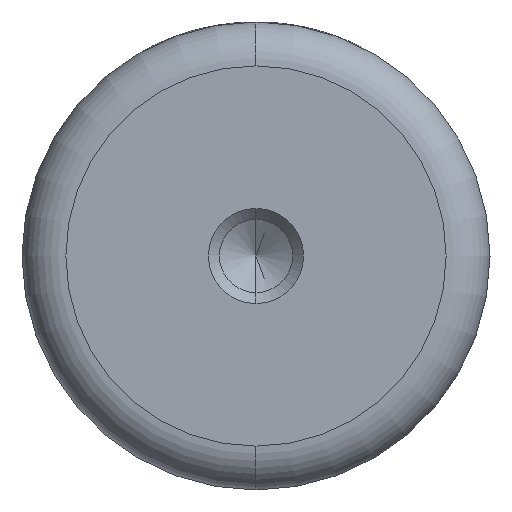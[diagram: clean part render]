
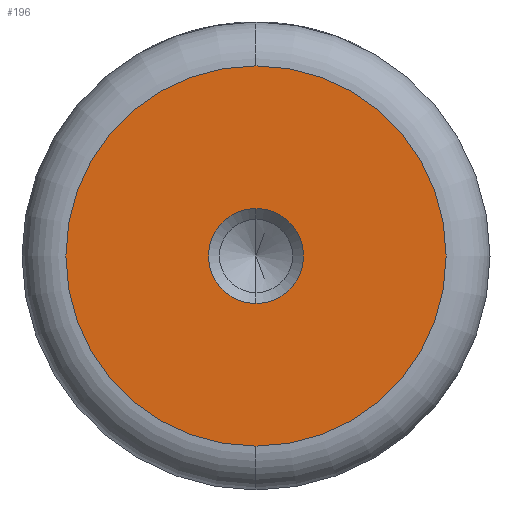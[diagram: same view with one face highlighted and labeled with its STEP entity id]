
A CAD part, left-side view. The second image highlights one B-rep face of the part: STEP entity #196.
In plain terms, the highlighted planar face has unit normal (-1, 0, 0).
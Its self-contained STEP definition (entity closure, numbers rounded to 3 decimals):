
#12 = DIRECTION ( 'NONE',  ( 0., 0., 1. ) ) ;
#57 = CIRCLE ( 'NONE', #1137, 13. ) ;
#75 = DIRECTION ( 'NONE',  ( 0., 0., 1. ) ) ;
#82 = AXIS2_PLACEMENT_3D ( 'NONE', #1344, #691, #12 ) ;
#97 = DIRECTION ( 'NONE',  ( -1., 0., 0. ) ) ;
#113 = CARTESIAN_POINT ( 'NONE',  ( 0., 0., 0. ) ) ;
#120 = EDGE_CURVE ( 'NONE', #1198, #128, #182, .T. ) ;
#125 = FACE_OUTER_BOUND ( 'NONE', #1187, .T. ) ;
#128 = VERTEX_POINT ( 'NONE', #1304 ) ;
#129 = FACE_BOUND ( 'NONE', #313, .T. ) ;
#134 = DIRECTION ( 'NONE',  ( -1., 0., 0. ) ) ;
#182 = CIRCLE ( 'NONE', #949, 3.25 ) ;
#196 = ADVANCED_FACE ( 'NONE', ( #129, #125 ), #559, .T. ) ;
#206 = CARTESIAN_POINT ( 'NONE',  ( 0., 0., -13. ) ) ;
#228 = DIRECTION ( 'NONE',  ( 0., 0., 1. ) ) ;
#313 = EDGE_LOOP ( 'NONE', ( #749, #1270 ) ) ;
#320 = CIRCLE ( 'NONE', #82, 13. ) ;
#366 = EDGE_CURVE ( 'NONE', #128, #1198, #502, .T. ) ;
#502 = CIRCLE ( 'NONE', #1306, 3.25 ) ;
#506 = VERTEX_POINT ( 'NONE', #206 ) ;
#559 = PLANE ( 'NONE',  #1244 ) ;
#570 = ORIENTED_EDGE ( 'NONE', *, *, #862, .T. ) ;
#672 = DIRECTION ( 'NONE',  ( -1., 0., 0. ) ) ;
#675 = CARTESIAN_POINT ( 'NONE',  ( 0., 0., 0. ) ) ;
#691 = DIRECTION ( 'NONE',  ( -1., 0., 0. ) ) ;
#705 = ORIENTED_EDGE ( 'NONE', *, *, #739, .T. ) ;
#739 = EDGE_CURVE ( 'NONE', #506, #1142, #320, .T. ) ;
#749 = ORIENTED_EDGE ( 'NONE', *, *, #366, .F. ) ;
#764 = CARTESIAN_POINT ( 'NONE',  ( 0., 0., 0. ) ) ;
#862 = EDGE_CURVE ( 'NONE', #1142, #506, #57, .T. ) ;
#879 = DIRECTION ( 'NONE',  ( 0., 0., 1. ) ) ;
#891 = DIRECTION ( 'NONE',  ( -1., 0., 0. ) ) ;
#949 = AXIS2_PLACEMENT_3D ( 'NONE', #764, #97, #879 ) ;
#982 = CARTESIAN_POINT ( 'NONE',  ( 0., 0., 13. ) ) ;
#1137 = AXIS2_PLACEMENT_3D ( 'NONE', #113, #891, #228 ) ;
#1142 = VERTEX_POINT ( 'NONE', #982 ) ;
#1187 = EDGE_LOOP ( 'NONE', ( #570, #705 ) ) ;
#1198 = VERTEX_POINT ( 'NONE', #1329 ) ;
#1244 = AXIS2_PLACEMENT_3D ( 'NONE', #1324, #672, #1435 ) ;
#1270 = ORIENTED_EDGE ( 'NONE', *, *, #120, .F. ) ;
#1304 = CARTESIAN_POINT ( 'NONE',  ( 0., 0., 3.25 ) ) ;
#1306 = AXIS2_PLACEMENT_3D ( 'NONE', #675, #134, #75 ) ;
#1324 = CARTESIAN_POINT ( 'NONE',  ( 0., 0., 0. ) ) ;
#1329 = CARTESIAN_POINT ( 'NONE',  ( 0., 0., -3.25 ) ) ;
#1344 = CARTESIAN_POINT ( 'NONE',  ( 0., 0., 0. ) ) ;
#1435 = DIRECTION ( 'NONE',  ( 0., 0., 1. ) ) ;
